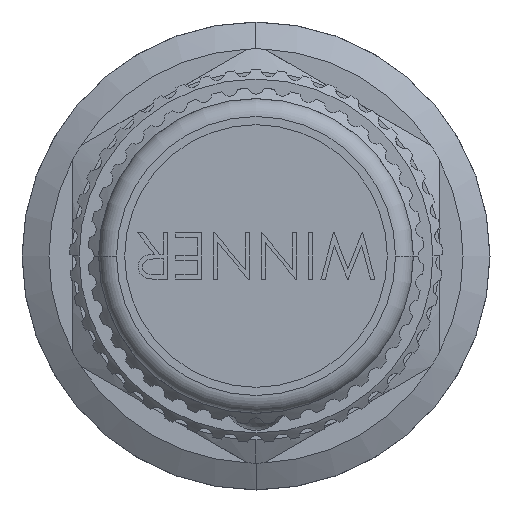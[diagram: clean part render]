
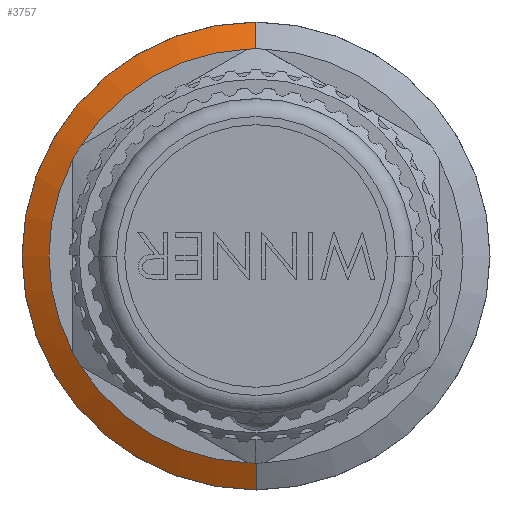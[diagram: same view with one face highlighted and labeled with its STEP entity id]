
A CAD part, left-side view. The second image highlights one B-rep face of the part: STEP entity #3757.
In plain terms, the highlighted conical face has half-angle 60 degrees and reference radius 20.22 mm.
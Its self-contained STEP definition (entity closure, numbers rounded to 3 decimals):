
#228 = ORIENTED_EDGE ( 'NONE', *, *, #23024, .T. ) ;
#714 = LINE ( 'NONE', #19897, #16119 ) ;
#1096 = CARTESIAN_POINT ( 'NONE',  ( 36.05, 15.129, 9.568 ) ) ;
#1269 = CARTESIAN_POINT ( 'NONE',  ( 36.05, 0., 0. ) ) ;
#1572 = EDGE_LOOP ( 'NONE', ( #7982, #7343, #17775, #20545, #27469, #6401, #27048, #14511, #22182, #228 ) ) ;
#2142 = AXIS2_PLACEMENT_3D ( 'NONE', #28132, #21634, #10839 ) ;
#2540 = AXIS2_PLACEMENT_3D ( 'NONE', #1269, #16493, #3397 ) ;
#2573 = LINE ( 'NONE', #27431, #14208 ) ;
#2846 = DIRECTION ( 'NONE',  ( 1., 0., 0. ) ) ;
#2966 = VERTEX_POINT ( 'NONE', #25739 ) ;
#3397 = DIRECTION ( 'NONE',  ( 0., 0., -1. ) ) ;
#3513 = CIRCLE ( 'NONE', #2142, 20.22 ) ;
#3757 = ADVANCED_FACE ( 'NONE', ( #4308 ), #21383, .T. ) ;
#3818 = CIRCLE ( 'NONE', #13700, 17.9 ) ;
#3848 = CARTESIAN_POINT ( 'NONE',  ( 36.05, 0., 0. ) ) ;
#4308 = FACE_OUTER_BOUND ( 'NONE', #1572, .T. ) ;
#4419 = CARTESIAN_POINT ( 'NONE',  ( 36.05, 0., 0. ) ) ;
#4515 = DIRECTION ( 'NONE',  ( 0.5, 0., -0.866 ) ) ;
#5751 = EDGE_CURVE ( 'NONE', #16512, #24794, #11814, .T. ) ;
#5942 = AXIS2_PLACEMENT_3D ( 'NONE', #4419, #17615, #19712 ) ;
#6333 = AXIS2_PLACEMENT_3D ( 'NONE', #21693, #8604, #23925 ) ;
#6373 = CIRCLE ( 'NONE', #26562, 17.9 ) ;
#6401 = ORIENTED_EDGE ( 'NONE', *, *, #13832, .T. ) ;
#6573 = VERTEX_POINT ( 'NONE', #17769 ) ;
#6962 = CARTESIAN_POINT ( 'NONE',  ( 36.05, 0.721, -17.885 ) ) ;
#7037 = CARTESIAN_POINT ( 'NONE',  ( 36.05, 0., 0. ) ) ;
#7343 = ORIENTED_EDGE ( 'NONE', *, *, #14325, .T. ) ;
#7982 = ORIENTED_EDGE ( 'NONE', *, *, #14967, .T. ) ;
#8414 = DIRECTION ( 'NONE',  ( 0., 0., -1. ) ) ;
#8604 = DIRECTION ( 'NONE',  ( 1., 0., 0. ) ) ;
#9153 = CIRCLE ( 'NONE', #12816, 17.9 ) ;
#9409 = VERTEX_POINT ( 'NONE', #24460 ) ;
#9537 = CARTESIAN_POINT ( 'NONE',  ( 36.05, 0., 0. ) ) ;
#10839 = DIRECTION ( 'NONE',  ( 0., 0., -1. ) ) ;
#10999 = CIRCLE ( 'NONE', #5942, 17.9 ) ;
#11386 = VERTEX_POINT ( 'NONE', #18503 ) ;
#11426 = DIRECTION ( 'NONE',  ( 0., 0., -1. ) ) ;
#11814 = CIRCLE ( 'NONE', #19906, 17.9 ) ;
#11865 = CIRCLE ( 'NONE', #2540, 17.9 ) ;
#12182 = CARTESIAN_POINT ( 'NONE',  ( 37.389, 0., 20.22 ) ) ;
#12816 = AXIS2_PLACEMENT_3D ( 'NONE', #7037, #15933, #13923 ) ;
#13523 = CARTESIAN_POINT ( 'NONE',  ( 37.389, 0., 0. ) ) ;
#13700 = AXIS2_PLACEMENT_3D ( 'NONE', #9537, #2846, #20319 ) ;
#13832 = EDGE_CURVE ( 'NONE', #24794, #17032, #6373, .T. ) ;
#13923 = DIRECTION ( 'NONE',  ( 0., 0., -1. ) ) ;
#14208 = VECTOR ( 'NONE', #20540, 1000. ) ;
#14325 = EDGE_CURVE ( 'NONE', #25576, #23934, #2573, .T. ) ;
#14511 = ORIENTED_EDGE ( 'NONE', *, *, #25041, .T. ) ;
#14967 = EDGE_CURVE ( 'NONE', #6573, #25576, #11865, .T. ) ;
#15499 = CIRCLE ( 'NONE', #6333, 17.9 ) ;
#15933 = DIRECTION ( 'NONE',  ( 1., 0., 0. ) ) ;
#16119 = VECTOR ( 'NONE', #4515, 1000. ) ;
#16493 = DIRECTION ( 'NONE',  ( 1., 0., 0. ) ) ;
#16512 = VERTEX_POINT ( 'NONE', #25186 ) ;
#17032 = VERTEX_POINT ( 'NONE', #25537 ) ;
#17484 = CARTESIAN_POINT ( 'NONE',  ( 36.05, 0., 17.9 ) ) ;
#17615 = DIRECTION ( 'NONE',  ( 1., 0., 0. ) ) ;
#17769 = CARTESIAN_POINT ( 'NONE',  ( 36.05, 0.721, 17.885 ) ) ;
#17775 = ORIENTED_EDGE ( 'NONE', *, *, #24116, .F. ) ;
#18503 = CARTESIAN_POINT ( 'NONE',  ( 36.05, 15.85, 8.318 ) ) ;
#19712 = DIRECTION ( 'NONE',  ( 0., 0., -1. ) ) ;
#19897 = CARTESIAN_POINT ( 'NONE',  ( 37.389, 0., -20.22 ) ) ;
#19906 = AXIS2_PLACEMENT_3D ( 'NONE', #21528, #21717, #21630 ) ;
#20319 = DIRECTION ( 'NONE',  ( 0., 0., -1. ) ) ;
#20540 = DIRECTION ( 'NONE',  ( 0.5, 0., 0.866 ) ) ;
#20545 = ORIENTED_EDGE ( 'NONE', *, *, #20570, .F. ) ;
#20554 = EDGE_CURVE ( 'NONE', #17032, #9409, #10999, .T. ) ;
#20570 = EDGE_CURVE ( 'NONE', #16512, #2966, #714, .T. ) ;
#21383 = CONICAL_SURFACE ( 'NONE', #25418, 20.22, 1.047 ) ;
#21509 = DIRECTION ( 'NONE',  ( 1., 0., 0. ) ) ;
#21528 = CARTESIAN_POINT ( 'NONE',  ( 36.05, 0., 0. ) ) ;
#21630 = DIRECTION ( 'NONE',  ( 0., 0., -1. ) ) ;
#21634 = DIRECTION ( 'NONE',  ( 1., 0., 0. ) ) ;
#21693 = CARTESIAN_POINT ( 'NONE',  ( 36.05, 0., 0. ) ) ;
#21717 = DIRECTION ( 'NONE',  ( 1., 0., 0. ) ) ;
#22182 = ORIENTED_EDGE ( 'NONE', *, *, #27812, .T. ) ;
#23024 = EDGE_CURVE ( 'NONE', #27920, #6573, #15499, .T. ) ;
#23925 = DIRECTION ( 'NONE',  ( 0., 0., -1. ) ) ;
#23934 = VERTEX_POINT ( 'NONE', #12182 ) ;
#24116 = EDGE_CURVE ( 'NONE', #2966, #23934, #3513, .T. ) ;
#24460 = CARTESIAN_POINT ( 'NONE',  ( 36.05, 15.85, -8.318 ) ) ;
#24541 = DIRECTION ( 'NONE',  ( 1., 0., 0. ) ) ;
#24794 = VERTEX_POINT ( 'NONE', #6962 ) ;
#25041 = EDGE_CURVE ( 'NONE', #9409, #11386, #3818, .T. ) ;
#25186 = CARTESIAN_POINT ( 'NONE',  ( 36.05, 0., -17.9 ) ) ;
#25418 = AXIS2_PLACEMENT_3D ( 'NONE', #13523, #24541, #11426 ) ;
#25537 = CARTESIAN_POINT ( 'NONE',  ( 36.05, 15.129, -9.568 ) ) ;
#25576 = VERTEX_POINT ( 'NONE', #17484 ) ;
#25739 = CARTESIAN_POINT ( 'NONE',  ( 37.389, 0., -20.22 ) ) ;
#26562 = AXIS2_PLACEMENT_3D ( 'NONE', #3848, #21509, #8414 ) ;
#27048 = ORIENTED_EDGE ( 'NONE', *, *, #20554, .T. ) ;
#27431 = CARTESIAN_POINT ( 'NONE',  ( 37.389, 0., 20.22 ) ) ;
#27469 = ORIENTED_EDGE ( 'NONE', *, *, #5751, .T. ) ;
#27812 = EDGE_CURVE ( 'NONE', #11386, #27920, #9153, .T. ) ;
#27920 = VERTEX_POINT ( 'NONE', #1096 ) ;
#28132 = CARTESIAN_POINT ( 'NONE',  ( 37.389, 0., 0. ) ) ;
